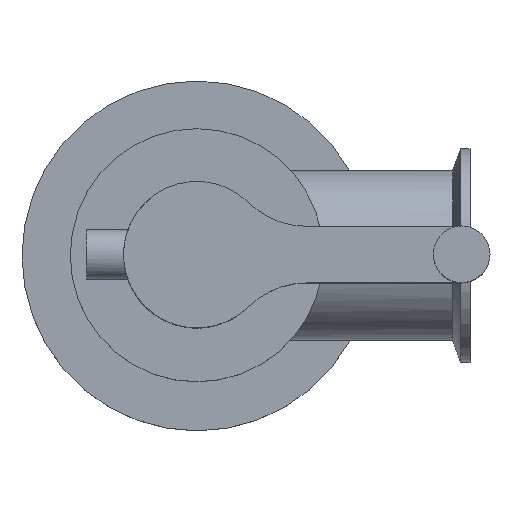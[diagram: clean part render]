
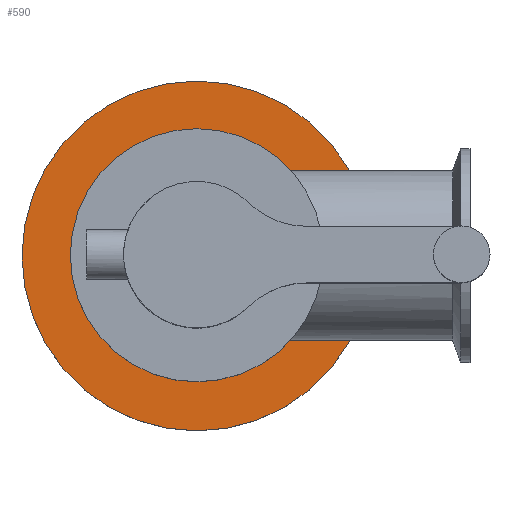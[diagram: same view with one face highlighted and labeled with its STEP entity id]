
A CAD part, top view. The second image highlights one B-rep face of the part: STEP entity #590.
In plain terms, the highlighted planar face has unit normal (0, 0, 1).
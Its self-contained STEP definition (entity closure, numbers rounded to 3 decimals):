
#27=FACE_BOUND('',#121,.T.);
#38=PLANE('',#674);
#73=FACE_OUTER_BOUND('',#120,.T.);
#120=EDGE_LOOP('',(#477));
#121=EDGE_LOOP('',(#478));
#159=CIRCLE('',#673,26.);
#160=CIRCLE('',#675,52.5);
#281=VERTEX_POINT('',#1278);
#282=VERTEX_POINT('',#1283);
#348=EDGE_CURVE('',#281,#281,#159,.T.);
#351=EDGE_CURVE('',#282,#282,#160,.T.);
#477=ORIENTED_EDGE('',*,*,#351,.F.);
#478=ORIENTED_EDGE('',*,*,#348,.T.);
#590=ADVANCED_FACE('',(#73,#27),#38,.T.);
#673=AXIS2_PLACEMENT_3D('',#1279,#812,#813);
#674=AXIS2_PLACEMENT_3D('',#1282,#816,#817);
#675=AXIS2_PLACEMENT_3D('',#1284,#818,#819);
#812=DIRECTION('center_axis',(0.,0.,-1.));
#813=DIRECTION('ref_axis',(-1.,0.,0.));
#816=DIRECTION('center_axis',(0.,0.,1.));
#817=DIRECTION('ref_axis',(1.,0.,0.));
#818=DIRECTION('center_axis',(0.,0.,-1.));
#819=DIRECTION('ref_axis',(-1.,0.,0.));
#1278=CARTESIAN_POINT('',(26.,0.,45.4));
#1279=CARTESIAN_POINT('Origin',(0.,0.,45.4));
#1282=CARTESIAN_POINT('Origin',(-39.25,0.,45.4));
#1283=CARTESIAN_POINT('',(52.5,0.,45.4));
#1284=CARTESIAN_POINT('Origin',(0.,0.,45.4));
